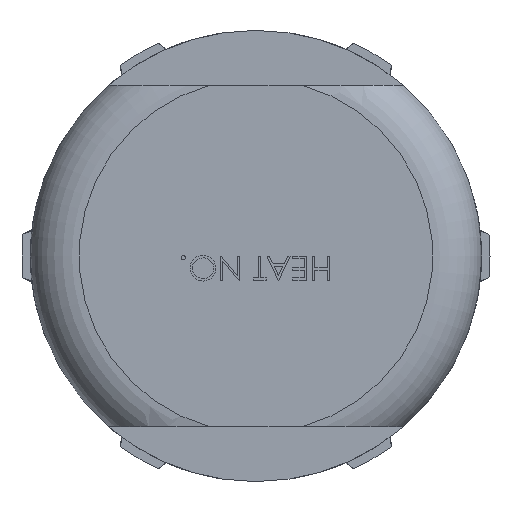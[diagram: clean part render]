
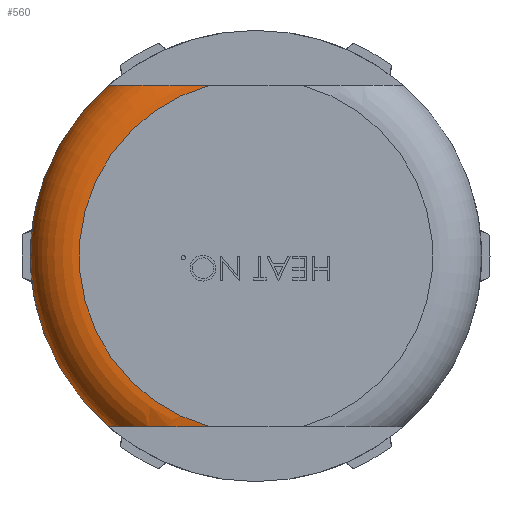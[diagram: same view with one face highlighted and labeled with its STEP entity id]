
A CAD part, front view. The second image highlights one B-rep face of the part: STEP entity #560.
In plain terms, the highlighted toroidal (fillet/blend) face has major radius 23.025 mm and minor radius 6.35 mm.
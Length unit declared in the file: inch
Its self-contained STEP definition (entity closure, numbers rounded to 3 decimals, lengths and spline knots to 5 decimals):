
#190 = ORIENTED_EDGE ( 'NONE', *, *, #6878, .F. ) ;
#314 = CARTESIAN_POINT ( 'NONE',  ( -0.23689, 0., -0.875 ) ) ;
#345 = CARTESIAN_POINT ( 'NONE',  ( 0., 0., 0. ) ) ;
#352 = DIRECTION ( 'NONE',  ( 0., -1., 0. ) ) ;
#355 = DIRECTION ( 'NONE',  ( 0., 0., -1. ) ) ;
#357 = VERTEX_POINT ( 'NONE', #515 ) ;
#515 = CARTESIAN_POINT ( 'NONE',  ( -0.75622, 0.25, -0.875 ) ) ;
#560 = ADVANCED_FACE ( 'NONE', ( #3669 ), #6734, .T. ) ;
#804 = DIRECTION ( 'NONE',  ( 0., -1., 0. ) ) ;
#837 = EDGE_LOOP ( 'NONE', ( #3898, #4017, #190, #1591 ) ) ;
#1276 = CARTESIAN_POINT ( 'NONE',  ( -0.72417, 0.14967, 0.875 ) ) ;
#1526 = CARTESIAN_POINT ( 'NONE',  ( -0.56281, 0.03869, -0.875 ) ) ;
#1530 = VERTEX_POINT ( 'NONE', #7823 ) ;
#1538 = CARTESIAN_POINT ( 'NONE',  ( -0.5753, 0.04313, -0.875 ) ) ;
#1543 = CARTESIAN_POINT ( 'NONE',  ( -0.5999, 0.05316, -0.875 ) ) ;
#1556 = CARTESIAN_POINT ( 'NONE',  ( -0.61207, 0.05876, -0.875 ) ) ;
#1566 = CARTESIAN_POINT ( 'NONE',  ( -0.64738, 0.07739, -0.875 ) ) ;
#1578 = CARTESIAN_POINT ( 'NONE',  ( -0.66935, 0.09211, -0.875 ) ) ;
#1588 = CARTESIAN_POINT ( 'NONE',  ( -0.69887, 0.11918, -0.875 ) ) ;
#1591 = ORIENTED_EDGE ( 'NONE', *, *, #7730, .T. ) ;
#1595 = CARTESIAN_POINT ( 'NONE',  ( -0.70805, 0.12899, -0.875 ) ) ;
#1600 = CARTESIAN_POINT ( 'NONE',  ( -0.72434, 0.14993, -0.875 ) ) ;
#1606 = CARTESIAN_POINT ( 'NONE',  ( -0.73158, 0.16118, -0.875 ) ) ;
#1620 = CARTESIAN_POINT ( 'NONE',  ( -0.74359, 0.18515, -0.875 ) ) ;
#1622 = CARTESIAN_POINT ( 'NONE',  ( -0.74822, 0.19755, -0.875 ) ) ;
#1626 = CARTESIAN_POINT ( 'NONE',  ( -0.75296, 0.21679, -0.875 ) ) ;
#1636 = CARTESIAN_POINT ( 'NONE',  ( -0.75417, 0.22331, -0.875 ) ) ;
#1644 = CARTESIAN_POINT ( 'NONE',  ( -0.7558, 0.23658, -0.875 ) ) ;
#1646 = CARTESIAN_POINT ( 'NONE',  ( -0.75622, 0.24334, -0.875 ) ) ;
#1654 = CARTESIAN_POINT ( 'NONE',  ( -0.75622, 0.25, -0.875 ) ) ;
#1674 = CARTESIAN_POINT ( 'NONE',  ( -0.52486, 0.02676, -0.875 ) ) ;
#1731 = CARTESIAN_POINT ( 'NONE',  ( -0.23689, 0., -0.875 ) ) ;
#1755 = CARTESIAN_POINT ( 'NONE',  ( -0.28943, 0., -0.875 ) ) ;
#1776 = CARTESIAN_POINT ( 'NONE',  ( -0.34193, 0.00105, -0.875 ) ) ;
#1790 = CARTESIAN_POINT ( 'NONE',  ( -0.42046, 0.00808, -0.875 ) ) ;
#1800 = CARTESIAN_POINT ( 'NONE',  ( -0.44661, 0.01134, -0.875 ) ) ;
#1803 = CARTESIAN_POINT ( 'NONE',  ( -0.49878, 0.02067, -0.875 ) ) ;
#1822 = CARTESIAN_POINT ( 'NONE',  ( -0.23689, 0., 0.875 ) ) ;
#2053 = CARTESIAN_POINT ( 'NONE',  ( -0.28955, 0., 0.875 ) ) ;
#2263 = DIRECTION ( 'NONE',  ( 0., -1., 0. ) ) ;
#2560 = DIRECTION ( 'NONE',  ( 0., 0., -1. ) ) ;
#2754 = CARTESIAN_POINT ( 'NONE',  ( -0.59972, 0.05231, 0.875 ) ) ;
#3021 = AXIS2_PLACEMENT_3D ( 'NONE', #345, #352, #355 ) ;
#3047 = CARTESIAN_POINT ( 'NONE',  ( -0.57515, 0.04254, 0.875 ) ) ;
#3292 = CARTESIAN_POINT ( 'NONE',  ( -0.53712, 0.03062, 0.875 ) ) ;
#3317 = CARTESIAN_POINT ( 'NONE',  ( -0.49841, 0.02095, 0.875 ) ) ;
#3351 = CARTESIAN_POINT ( 'NONE',  ( -0.52421, 0.02711, 0.875 ) ) ;
#3669 = FACE_OUTER_BOUND ( 'NONE', #837, .T. ) ;
#3801 = B_SPLINE_CURVE_WITH_KNOTS ( 'NONE', 3,
 ( #7318, #5495, #6368, #6038, #5519, #5654, #7127, #6015, #1276, #5391, #5427, #5549, #4537, #5114, #4355, #2754, #3047, #3292, #3351, #3317, #4216, #4281, #4344, #7835, #2053, #1822 ),
 .UNSPECIFIED., .F., .F.,
 ( 4, 2, 2, 2, 2, 2, 2, 2, 2, 2, 2, 2, 4 ),
 ( 0.06585, 0.06635, 0.06685, 0.06785, 0.06885, 0.06985, 0.07085, 0.07185, 0.07385, 0.07484, 0.07584, 0.07784, 0.08184 ),
 .UNSPECIFIED. ) ;
#3898 = ORIENTED_EDGE ( 'NONE', *, *, #6608, .F. ) ;
#3929 = CARTESIAN_POINT ( 'NONE',  ( 0., 0.25, 0. ) ) ;
#4017 = ORIENTED_EDGE ( 'NONE', *, *, #6823, .F. ) ;
#4216 = CARTESIAN_POINT ( 'NONE',  ( -0.48547, 0.01829, 0.875 ) ) ;
#4281 = CARTESIAN_POINT ( 'NONE',  ( -0.44656, 0.01134, 0.875 ) ) ;
#4344 = CARTESIAN_POINT ( 'NONE',  ( -0.42051, 0.00808, 0.875 ) ) ;
#4355 = CARTESIAN_POINT ( 'NONE',  ( -0.63491, 0.07078, 0.875 ) ) ;
#4537 = CARTESIAN_POINT ( 'NONE',  ( -0.66847, 0.09273, 0.875 ) ) ;
#5112 = CIRCLE ( 'NONE', #3021, 0.9065 ) ;
#5114 = CARTESIAN_POINT ( 'NONE',  ( -0.64643, 0.07762, 0.875 ) ) ;
#5391 = CARTESIAN_POINT ( 'NONE',  ( -0.70762, 0.12849, 0.875 ) ) ;
#5427 = CARTESIAN_POINT ( 'NONE',  ( -0.69849, 0.11879, 0.875 ) ) ;
#5495 = CARTESIAN_POINT ( 'NONE',  ( -0.75622, 0.24332, 0.875 ) ) ;
#5519 = CARTESIAN_POINT ( 'NONE',  ( -0.75295, 0.21677, 0.875 ) ) ;
#5549 = CARTESIAN_POINT ( 'NONE',  ( -0.67892, 0.10092, 0.875 ) ) ;
#5594 = DIRECTION ( 'NONE',  ( 0., 0., -1. ) ) ;
#5654 = CARTESIAN_POINT ( 'NONE',  ( -0.74818, 0.19741, 0.875 ) ) ;
#6015 = CARTESIAN_POINT ( 'NONE',  ( -0.73139, 0.16087, 0.875 ) ) ;
#6038 = CARTESIAN_POINT ( 'NONE',  ( -0.75417, 0.22331, 0.875 ) ) ;
#6368 = CARTESIAN_POINT ( 'NONE',  ( -0.7558, 0.23656, 0.875 ) ) ;
#6496 = CARTESIAN_POINT ( 'NONE',  ( -0.23689, 0., 0.875 ) ) ;
#6608 = EDGE_CURVE ( 'NONE', #6839, #357, #7485, .T. ) ;
#6734 = TOROIDAL_SURFACE ( 'NONE', #8295, 0.9065, 0.25 ) ;
#6823 = EDGE_CURVE ( 'NONE', #8448, #6839, #5112, .T. ) ;
#6839 = VERTEX_POINT ( 'NONE', #314 ) ;
#6878 = EDGE_CURVE ( 'NONE', #1530, #8448, #3801, .T. ) ;
#7127 = CARTESIAN_POINT ( 'NONE',  ( -0.7434, 0.18471, 0.875 ) ) ;
#7189 = CIRCLE ( 'NONE', #7938, 1.1565 ) ;
#7318 = CARTESIAN_POINT ( 'NONE',  ( -0.75622, 0.25, 0.875 ) ) ;
#7485 = B_SPLINE_CURVE_WITH_KNOTS ( 'NONE', 3,
 ( #1731, #1755, #1776, #1790, #1800, #1803, #1674, #1526, #1538, #1543, #1556, #1566, #1578, #1588, #1595, #1600, #1606, #1620, #1622, #1626, #1636, #1644, #1646, #1654 ),
 .UNSPECIFIED., .F., .F.,
 ( 4, 2, 2, 2, 2, 2, 2, 2, 2, 2, 2, 4 ),
 ( 0.00601, 0.01001, 0.01201, 0.01401, 0.01501, 0.01601, 0.01801, 0.01901, 0.02001, 0.02101, 0.02151, 0.02201 ),
 .UNSPECIFIED. ) ;
#7614 = CARTESIAN_POINT ( 'NONE',  ( 0., 0.25, 0. ) ) ;
#7730 = EDGE_CURVE ( 'NONE', #1530, #357, #7189, .T. ) ;
#7823 = CARTESIAN_POINT ( 'NONE',  ( -0.75622, 0.25, 0.875 ) ) ;
#7835 = CARTESIAN_POINT ( 'NONE',  ( -0.34212, 0.00106, 0.875 ) ) ;
#7938 = AXIS2_PLACEMENT_3D ( 'NONE', #3929, #2263, #5594 ) ;
#8295 = AXIS2_PLACEMENT_3D ( 'NONE', #7614, #804, #2560 ) ;
#8448 = VERTEX_POINT ( 'NONE', #6496 ) ;
